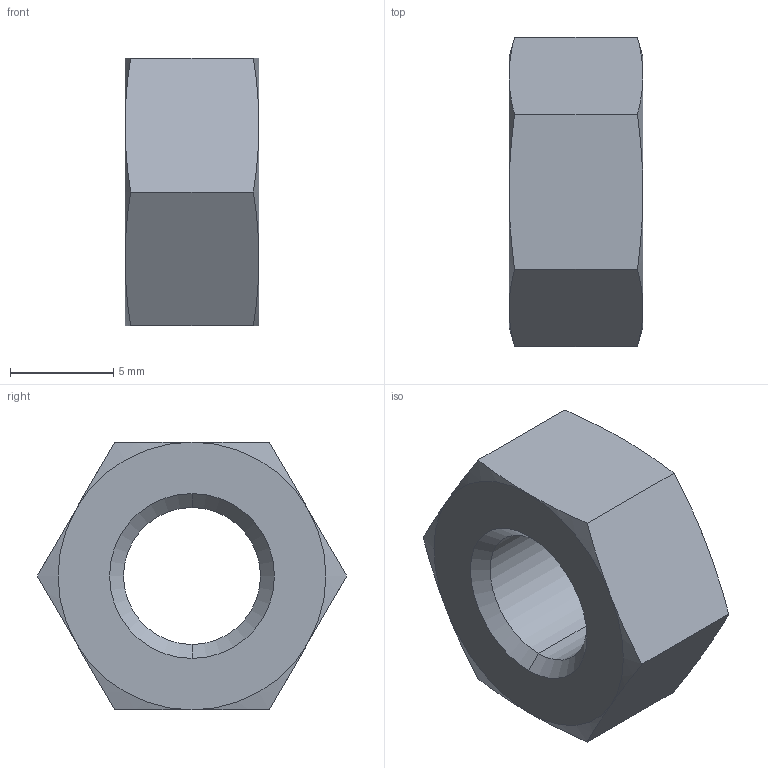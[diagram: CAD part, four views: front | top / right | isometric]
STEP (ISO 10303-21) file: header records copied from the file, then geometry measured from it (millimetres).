
FILE_DESCRIPTION(('STEP AP203'),'1');
FILE_NAME('07210-08.stp','2020-07-05T15:44:01',('TraceParts'),('TraceParts S.A.'),'Spatial InterOp 3D',' ',' ');
FILE_SCHEMA(('CONFIG_CONTROL_DESIGN'));
Length unit declared in the file: millimetre
Products named in the file (1): 1
Bounding box: 6.5 x 15.01 x 13 mm (x, y, z)
Volume: 713.3 mm3; surface area: 629 mm2
Topology: 1 solids, 1 shells, 26 faces, 56 edges, 32 vertices
Faces by surface type: cone 16, plane 8, cylinder 2
Entity records: 772 total; most frequent: CARTESIAN_POINT 195, ORIENTED_EDGE 112, DIRECTION 106, EDGE_CURVE 56, AXIS2_PLACEMENT_3D 47, VERTEX_POINT 32, EDGE_LOOP 28, ADVANCED_FACE 26
